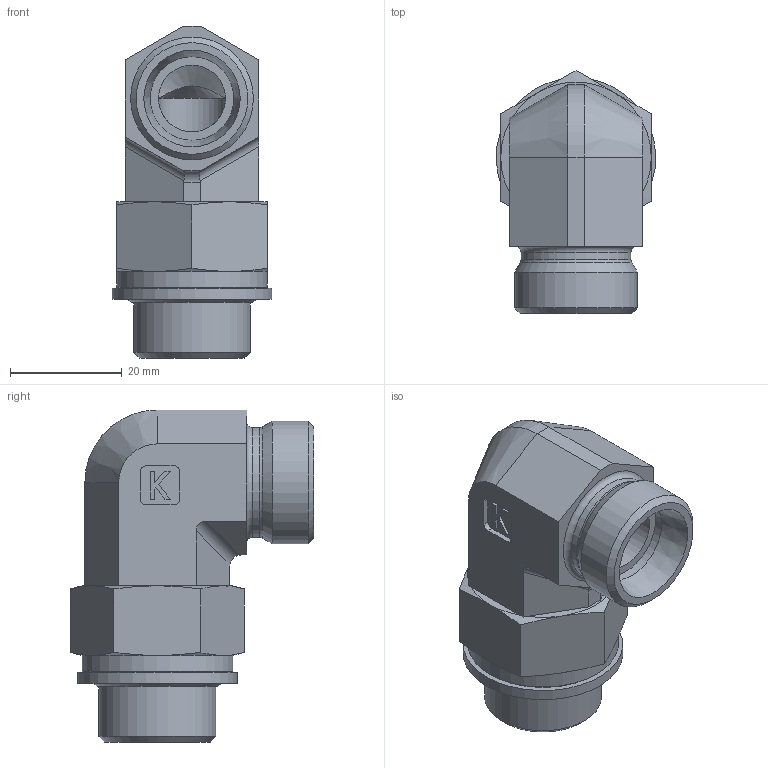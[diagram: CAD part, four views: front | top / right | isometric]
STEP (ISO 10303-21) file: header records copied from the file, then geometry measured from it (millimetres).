
FILE_DESCRIPTION((''),'2;1');
FILE_NAME('6716014822.stp','2015-02-06T14:03:46',(''),('KNOMI spol. s r. o.'),'Autodesk Inventor 2012','Autodesk Inventor 2012','');
FILE_SCHEMA(('AUTOMOTIVE_DESIGN { 1 2 10303 214 0 1 1 1 }'));
Length unit declared in the file: millimetre
Products named in the file (4): ÚPS G1/2"/M22 GM500; 6786154822; 6756048; 7391048
Assembly tree (3 placements, depth 2):
  ÚPS G1/2"/M22 GM500
    6786154822
    6756048
    7391048
Bounding box: 28.56 x 43.59 x 59.49 mm (x, y, z)
Volume: 26885.8 mm3; surface area: 13100.5 mm2
Topology: 3 solids, 3 shells, 101 faces, 230 edges, 143 vertices
Faces by surface type: plane 50, cone 27, cylinder 22, torus 2
Full cylindrical faces by diameter (mm): 12 x2, 15 x1, 18.24 x1, 18.631 x1, 19.7 x1, 20.954 x1, 21.54 x2, 22 x3, 27 x1, 28.58 x1
Entity records: 2828 total; most frequent: CARTESIAN_POINT 509, DIRECTION 460, ORIENTED_EDGE 396, EDGE_CURVE 198, AXIS2_PLACEMENT_3D 179, EDGE_LOOP 142, VERTEX_POINT 138, VECTOR 102
